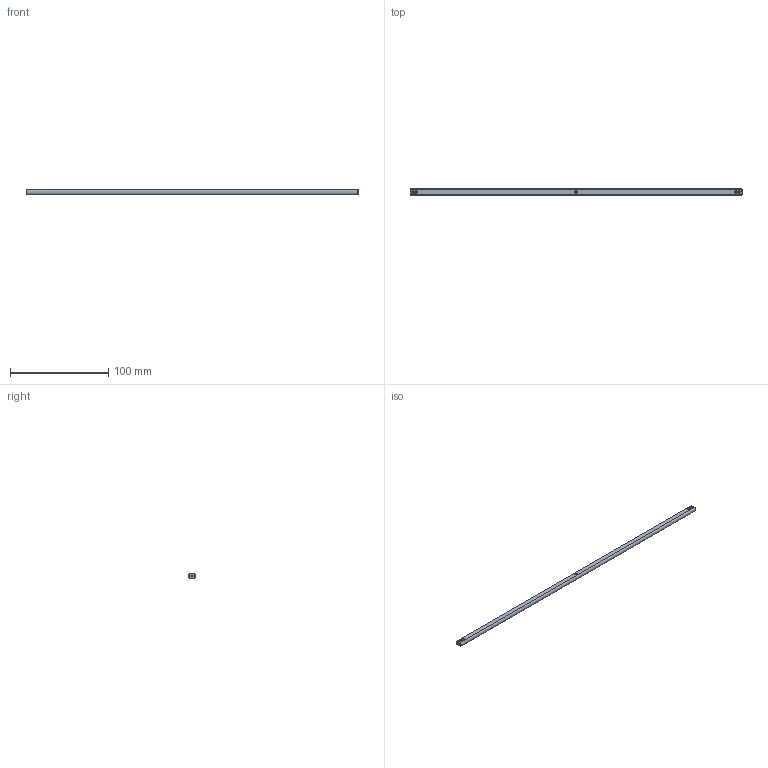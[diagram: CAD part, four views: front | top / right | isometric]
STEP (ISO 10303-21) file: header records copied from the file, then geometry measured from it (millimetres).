
FILE_DESCRIPTION(('FreeCAD Model'),'2;1');
FILE_NAME('Open CASCADE Shape Model','2024-02-04T23:59:53',(''),(''), 'Open CASCADE STEP processor 7.6','FreeCAD','Unknown');
FILE_SCHEMA(('AUTOMOTIVE_DESIGN { 1 0 10303 214 1 1 1 1 }'));
Length unit declared in the file: millimetre
Products named in the file (1): Shaft PLN BU27.00 - SPN-SFT-0108 (stemfie.org)
Bounding box: 337.5 x 6.6 x 5 mm (x, y, z)
Volume: 8836.6 mm3; surface area: 8940.3 mm2
Topology: 1 solids, 1 shells, 510 faces, 1426 edges, 940 vertices
Faces by surface type: plane 310, extrusion 164, cylinder 20, cone 16
Full cylindrical faces by diameter (mm): 2 x14
Entity records: 35442 total; most frequent: CARTESIAN_POINT 8013, DIRECTION 4460, VECTOR 3582, LINE 3418, ORIENTED_EDGE 2852, PCURVE 2852, DEFINITIONAL_REPRESENTATION 2852, EDGE_CURVE 1426
